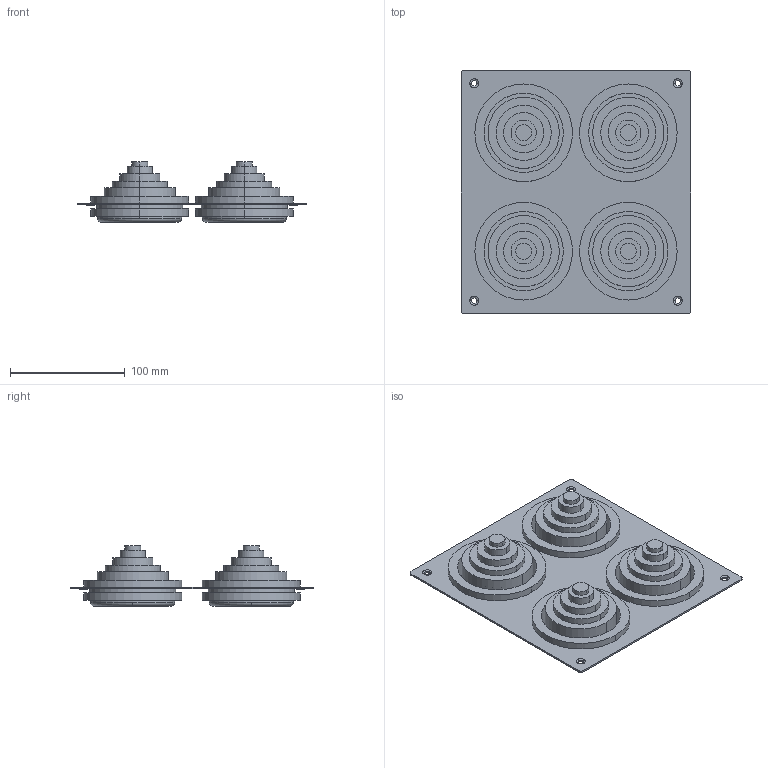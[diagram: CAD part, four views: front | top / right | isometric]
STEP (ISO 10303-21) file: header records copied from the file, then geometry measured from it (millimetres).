
FILE_DESCRIPTION(('STEP AP214'),'1');
FILE_NAME('cctmp_98467169-9288-4FFE-96CF-D415691C1E6A_2023_07_22_15_53_01_0014..stp','2023-07-22T13:53:01',('SIEMENS A&D'),('CADClick - www.CADClick.com'),'Spatial InterOp 3D postprocessed',' ','unknown authorization');
FILE_SCHEMA(('AUTOMOTIVE_DESIGN'));
Length unit declared in the file: millimetre
Products named in the file (6): cc_unnamed; 2023_07_22_15_53_00_0997; 2023_07_22_15_53_00_0994; 2023_07_22_15_53_00_0990; 2023_07_22_15_53_00_0986; 2023_07_22_15_53_00_0982
Assembly tree (5 placements, depth 2):
  cc_unnamed
    2023_07_22_15_53_00_0997
    2023_07_22_15_53_00_0994
    2023_07_22_15_53_00_0990
    2023_07_22_15_53_00_0986
    2023_07_22_15_53_00_0982
Bounding box: 200 x 212 x 52.5 mm (x, y, z)
Volume: 236147.2 mm3; surface area: 199063.5 mm2
Topology: 5 solids, 5 shells, 214 faces, 468 edges, 308 vertices
Faces by surface type: cylinder 124, plane 58, torus 24, cone 8
Entity records: 6866 total; most frequent: DIRECTION 1232, CARTESIAN_POINT 996, ORIENTED_EDGE 936, AXIS2_PLACEMENT_3D 544, EDGE_CURVE 468, CIRCLE 324, VERTEX_POINT 308, EDGE_LOOP 274
